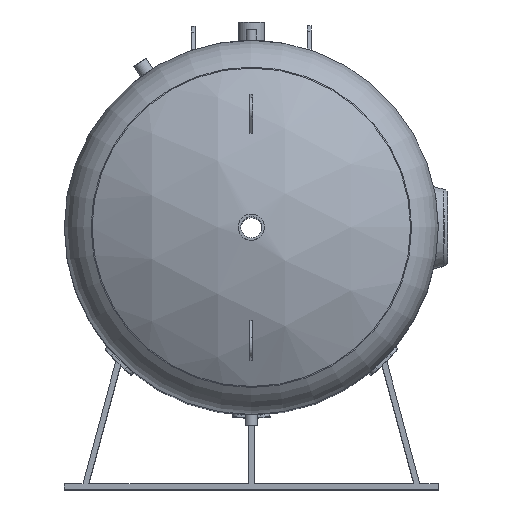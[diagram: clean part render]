
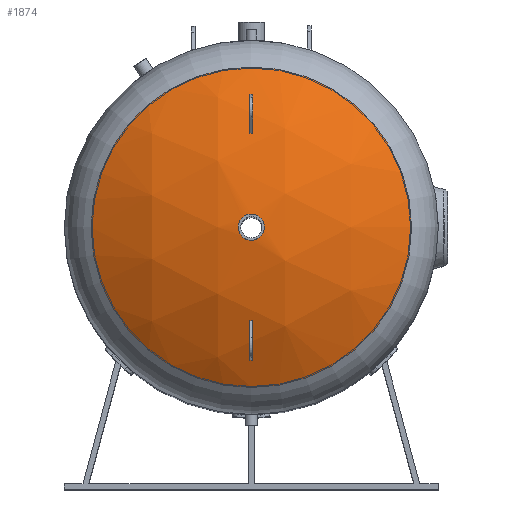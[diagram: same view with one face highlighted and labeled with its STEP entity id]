
A CAD part, top view. The second image highlights one B-rep face of the part: STEP entity #1874.
In plain terms, the highlighted spherical face has radius 800 mm.
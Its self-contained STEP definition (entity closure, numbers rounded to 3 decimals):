
#86=SPHERICAL_SURFACE('',#2053,800.);
#444=CIRCLE('',#2046,35.);
#448=CIRCLE('',#2054,428.483);
#527=FACE_BOUND('',#803,.T.);
#630=FACE_OUTER_BOUND('',#802,.T.);
#802=EDGE_LOOP('',(#1670));
#803=EDGE_LOOP('',(#1671));
#1026=VERTEX_POINT('',#5294);
#1030=VERTEX_POINT('',#5306);
#1245=EDGE_CURVE('',#1026,#1026,#444,.T.);
#1249=EDGE_CURVE('',#1030,#1030,#448,.T.);
#1670=ORIENTED_EDGE('',*,*,#1249,.F.);
#1671=ORIENTED_EDGE('',*,*,#1245,.T.);
#1874=ADVANCED_FACE('',(#630,#527),#86,.T.);
#2046=AXIS2_PLACEMENT_3D('',#5295,#2480,#2481);
#2053=AXIS2_PLACEMENT_3D('',#5305,#2494,#2495);
#2054=AXIS2_PLACEMENT_3D('',#5307,#2496,#2497);
#2480=DIRECTION('center_axis',(0.,-1.,0.));
#2481=DIRECTION('ref_axis',(-1.,0.,0.));
#2494=DIRECTION('center_axis',(0.,0.,1.));
#2495=DIRECTION('ref_axis',(1.,0.,0.));
#2496=DIRECTION('center_axis',(0.,-1.,0.));
#2497=DIRECTION('ref_axis',(1.,0.,0.));
#5294=CARTESIAN_POINT('',(35.,269.234,0.));
#5295=CARTESIAN_POINT('Origin',(0.,269.234,0.));
#5305=CARTESIAN_POINT('Origin',(0.,-530.,0.));
#5306=CARTESIAN_POINT('',(428.483,145.576,0.));
#5307=CARTESIAN_POINT('Origin',(0.,145.576,0.));
